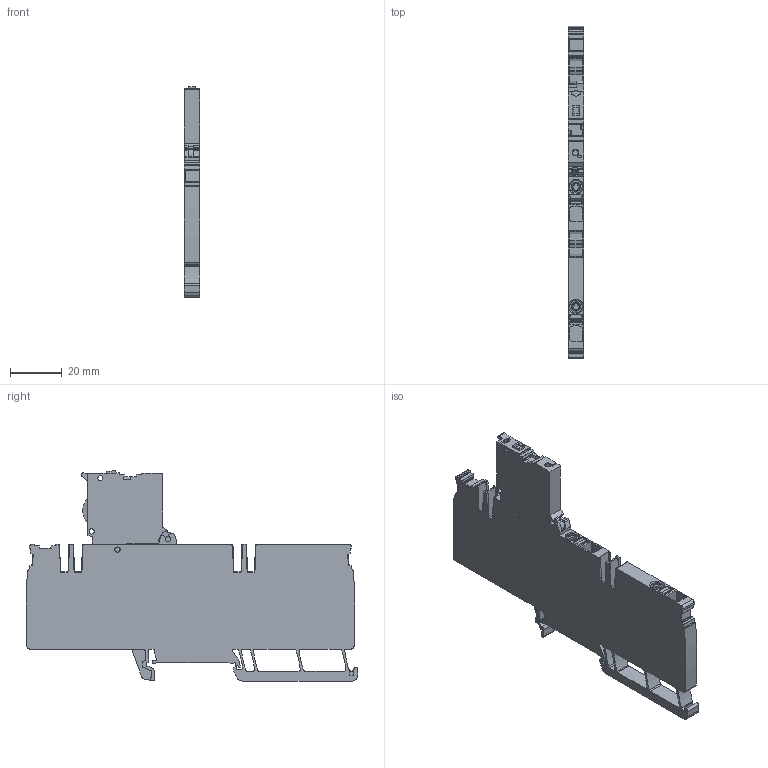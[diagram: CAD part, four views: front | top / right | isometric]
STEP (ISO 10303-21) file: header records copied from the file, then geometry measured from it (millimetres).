
FILE_DESCRIPTION(('CATIA V5R24 STEP','CAx-IF Rec.Pracs.--- Model Styling and Organization---1.2---2011-12-15'),'2;1');
FILE_NAME ('9570188_2', '2017-09-25T12:49:41+00:00', ('Weidmueller Interface'), ('Weidmueller'), 'CATIA Version 5-6 Release 2014 SP4 HF52', 'CATIA V5 STEP AP214', 'none');
FILE_SCHEMA(('AUTOMOTIVE_DESIGN { 1 0 10303 214 1 1 1 1 }'));
Length unit declared in the file: millimetre
Products named in the file (1): 2460120000_AAP22_4_LI-FS
Bounding box: 6.1 x 128.9 x 81.6 mm (x, y, z)
Volume: 36075.2 mm3; surface area: 19855 mm2
Topology: 4 solids, 4 shells, 1628 faces, 4741 edges, 3148 vertices
Faces by surface type: plane 1029, cylinder 533, cone 19, torus 15, extrusion 15, sphere 11, bspline 6
Entity records: 54959 total; most frequent: CARTESIAN_POINT 11821, ORIENTED_EDGE 9460, DIRECTION 7176, EDGE_CURVE 4730, VECTOR 3530, LINE 3515, VERTEX_POINT 3148, AXIS2_PLACEMENT_3D 2268
